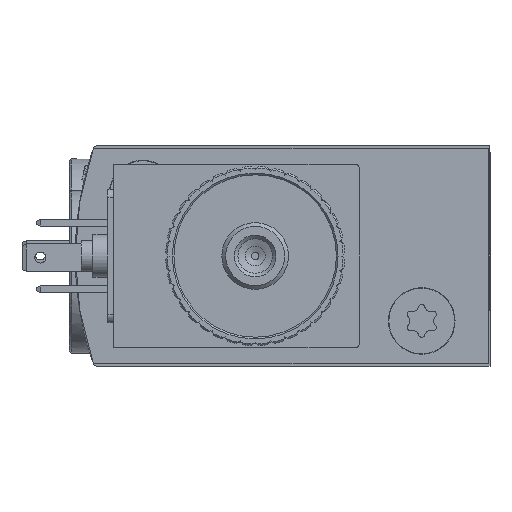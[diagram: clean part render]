
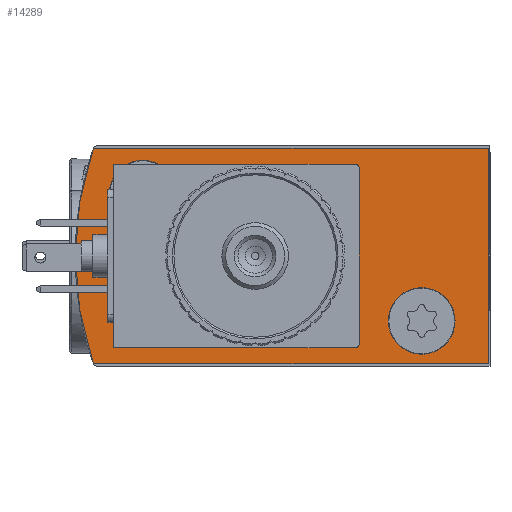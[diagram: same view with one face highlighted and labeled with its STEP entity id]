
A CAD part, left-side view. The second image highlights one B-rep face of the part: STEP entity #14289.
In plain terms, the highlighted planar face has unit normal (-1, 0, 0).
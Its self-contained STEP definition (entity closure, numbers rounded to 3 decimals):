
#1136=LINE('',#24787,#2399);
#1139=LINE('',#24795,#2402);
#1142=LINE('',#24801,#2405);
#2399=VECTOR('',#20391,1000.);
#2402=VECTOR('',#20398,1000.);
#2405=VECTOR('',#20403,1000.);
#4744=ORIENTED_EDGE('',*,*,#7956,.F.);
#4745=ORIENTED_EDGE('',*,*,#7957,.T.);
#4746=ORIENTED_EDGE('',*,*,#7958,.T.);
#4747=ORIENTED_EDGE('',*,*,#7939,.F.);
#4748=ORIENTED_EDGE('',*,*,#7923,.F.);
#4749=ORIENTED_EDGE('',*,*,#7952,.F.);
#4750=ORIENTED_EDGE('',*,*,#7949,.F.);
#4751=ORIENTED_EDGE('',*,*,#7946,.F.);
#4752=ORIENTED_EDGE('',*,*,#7942,.F.);
#7923=EDGE_CURVE('',#9694,#9695,#10773,.T.);
#7939=EDGE_CURVE('',#9695,#9710,#10781,.T.);
#7942=EDGE_CURVE('',#9710,#9712,#1136,.T.);
#7946=EDGE_CURVE('',#9712,#9715,#1139,.T.);
#7949=EDGE_CURVE('',#9715,#9717,#1142,.T.);
#7952=EDGE_CURVE('',#9717,#9694,#10784,.T.);
#7956=EDGE_CURVE('',#9721,#9721,#10788,.F.);
#7957=EDGE_CURVE('',#9722,#9722,#10789,.T.);
#7958=EDGE_CURVE('',#9723,#9723,#10790,.T.);
#9694=VERTEX_POINT('',#24749);
#9695=VERTEX_POINT('',#24750);
#9710=VERTEX_POINT('',#24782);
#9712=VERTEX_POINT('',#24788);
#9715=VERTEX_POINT('',#24796);
#9717=VERTEX_POINT('',#24802);
#9721=VERTEX_POINT('',#24816);
#9722=VERTEX_POINT('',#24818);
#9723=VERTEX_POINT('',#24820);
#10773=CIRCLE('',#17721,39.5);
#10781=CIRCLE('',#17730,0.2);
#10784=CIRCLE('',#17737,0.2);
#10788=CIRCLE('',#17743,5.);
#10789=CIRCLE('',#17744,4.);
#10790=CIRCLE('',#17745,4.);
#11594=EDGE_LOOP('',(#4744));
#11595=EDGE_LOOP('',(#4745));
#11596=EDGE_LOOP('',(#4746));
#11597=EDGE_LOOP('',(#4747,#4748,#4749,#4750,#4751,#4752));
#12743=FACE_BOUND('',#11594,.T.);
#12744=FACE_BOUND('',#11595,.T.);
#12745=FACE_BOUND('',#11596,.T.);
#12746=FACE_BOUND('',#11597,.T.);
#13670=PLANE('',#17742);
#14289=ADVANCED_FACE('',(#12743,#12744,#12745,#12746),#13670,.F.);
#17721=AXIS2_PLACEMENT_3D('',#24748,#20358,#20359);
#17730=AXIS2_PLACEMENT_3D('',#24781,#20384,#20385);
#17737=AXIS2_PLACEMENT_3D('',#24807,#20408,#20409);
#17742=AXIS2_PLACEMENT_3D('',#24814,#20418,#20419);
#17743=AXIS2_PLACEMENT_3D('',#24815,#20420,#20421);
#17744=AXIS2_PLACEMENT_3D('',#24817,#20422,#20423);
#17745=AXIS2_PLACEMENT_3D('',#24819,#20424,#20425);
#20358=DIRECTION('',(1.,0.,0.));
#20359=DIRECTION('',(0.,0.,-1.));
#20384=DIRECTION('',(1.,0.,0.));
#20385=DIRECTION('',(0.,0.,-1.));
#20391=DIRECTION('',(0.,-1.,0.));
#20398=DIRECTION('',(0.,0.,-1.));
#20403=DIRECTION('',(0.,1.,0.));
#20408=DIRECTION('',(1.,0.,0.));
#20409=DIRECTION('',(0.,0.,-1.));
#20418=DIRECTION('',(1.,0.,0.));
#20419=DIRECTION('',(0.,0.,-1.));
#20420=DIRECTION('',(1.,0.,0.));
#20421=DIRECTION('',(0.,0.,-1.));
#20422=DIRECTION('',(1.,0.,0.));
#20423=DIRECTION('',(0.,0.,-1.));
#20424=DIRECTION('',(1.,0.,0.));
#20425=DIRECTION('',(0.,0.,-1.));
#24748=CARTESIAN_POINT('',(0.,10.3,0.));
#24749=CARTESIAN_POINT('',(0.,47.663,-12.815));
#24750=CARTESIAN_POINT('',(0.,47.663,12.815));
#24781=CARTESIAN_POINT('',(0.,47.474,12.75));
#24782=CARTESIAN_POINT('',(0.,47.474,12.95));
#24787=CARTESIAN_POINT('',(0.,47.474,12.95));
#24788=CARTESIAN_POINT('',(0.,0.2,12.95));
#24795=CARTESIAN_POINT('',(0.,0.2,12.95));
#24796=CARTESIAN_POINT('',(0.,0.2,-12.95));
#24801=CARTESIAN_POINT('',(0.,0.2,-12.95));
#24802=CARTESIAN_POINT('',(0.,47.474,-12.95));
#24807=CARTESIAN_POINT('',(0.,47.474,-12.75));
#24814=CARTESIAN_POINT('',(0.,47.474,12.75));
#24815=CARTESIAN_POINT('',(0.,28.2,0.));
#24816=CARTESIAN_POINT('',(0.,28.2,-5.));
#24817=CARTESIAN_POINT('',(0.,41.7,7.5));
#24818=CARTESIAN_POINT('',(0.,41.7,3.5));
#24819=CARTESIAN_POINT('',(0.,8.2,-7.8));
#24820=CARTESIAN_POINT('',(0.,8.2,-11.8));
